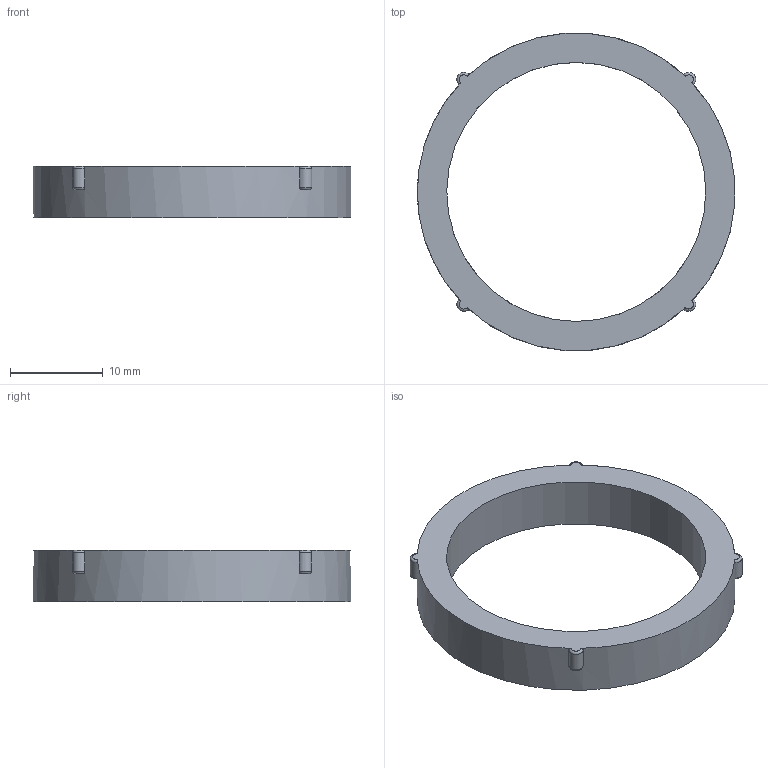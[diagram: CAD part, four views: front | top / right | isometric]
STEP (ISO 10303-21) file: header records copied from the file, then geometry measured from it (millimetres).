
FILE_DESCRIPTION((''),'2;1');
FILE_NAME('M101G.stp','2011-08-29T09:31:14',('aaron'),(''),'Autodesk Inventor 2011','Autodesk Inventor 2011','');
FILE_SCHEMA(('AUTOMOTIVE_DESIGN { 1 0 10303 214 1 1 1 1 }'));
Length unit declared in the file: inch
Products named in the file (1): M101G
Bounding box: 34.23 x 34.24 x 5.56 mm (x, y, z)
Volume: 1728 mm3; surface area: 1718.2 mm2
Topology: 1 solids, 1 shells, 23 faces, 65 edges, 43 vertices
Faces by surface type: plane 9, torus 8, cylinder 6
Full cylindrical faces by diameter (mm): 27.94 x1, 34.29 x1
Entity records: 918 total; most frequent: CARTESIAN_POINT 302, DIRECTION 122, ORIENTED_EDGE 122, EDGE_CURVE 61, AXIS2_PLACEMENT_3D 53, VERTEX_POINT 41, CIRCLE 29, EDGE_LOOP 26
